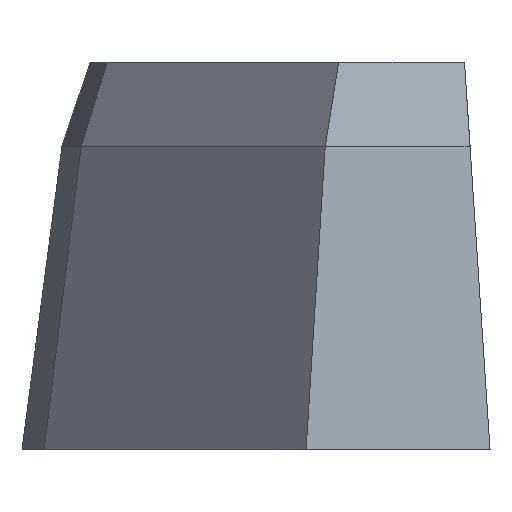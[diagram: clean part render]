
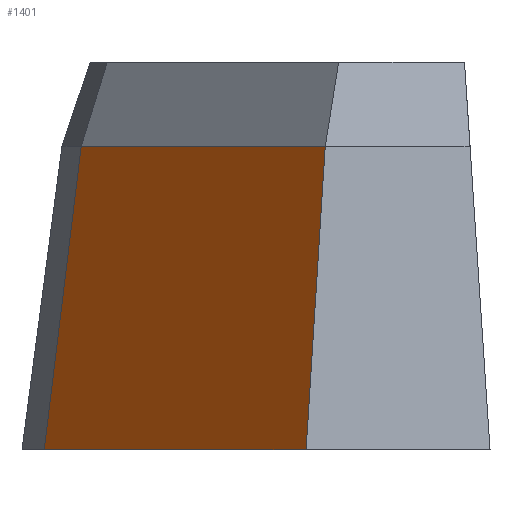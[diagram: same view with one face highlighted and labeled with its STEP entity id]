
A CAD part, left-side view. The second image highlights one B-rep face of the part: STEP entity #1401.
In plain terms, the highlighted planar face has unit normal (-0.623, 0.772, 0.131).
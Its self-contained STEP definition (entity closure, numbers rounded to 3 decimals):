
#56 = EDGE_CURVE ( 'NONE', #1242, #208, #529, .T. ) ;
#90 = CARTESIAN_POINT ( 'NONE',  ( -14.636, 18.139, 3.067 ) ) ;
#127 = CARTESIAN_POINT ( 'NONE',  ( -10.562, 18.928, 17.843 ) ) ;
#154 = LINE ( 'NONE', #493, #427 ) ;
#208 = VERTEX_POINT ( 'NONE', #1149 ) ;
#231 = EDGE_LOOP ( 'NONE', ( #269, #678, #1311, #656 ) ) ;
#245 = CARTESIAN_POINT ( 'NONE',  ( -28.34, 4.583, 17.843 ) ) ;
#269 = ORIENTED_EDGE ( 'NONE', *, *, #56, .F. ) ;
#307 = DIRECTION ( 'NONE',  ( -0.13, 0.062, -0.99 ) ) ;
#349 = EDGE_CURVE ( 'NONE', #650, #741, #613, .T. ) ;
#363 = DIRECTION ( 'NONE',  ( -0.778, -0.628, 0. ) ) ;
#427 = VECTOR ( 'NONE', #363, 1000. ) ;
#439 = LINE ( 'NONE', #990, #1073 ) ;
#441 = FACE_OUTER_BOUND ( 'NONE', #231, .T. ) ;
#493 = CARTESIAN_POINT ( 'NONE',  ( -11.608, 21.101, 0. ) ) ;
#529 = LINE ( 'NONE', #647, #1142 ) ;
#554 = DIRECTION ( 'NONE',  ( -0.623, 0.772, 0.13 ) ) ;
#592 = CARTESIAN_POINT ( 'NONE',  ( -10.271, 18.325, 22.8 ) ) ;
#613 = LINE ( 'NONE', #592, #969 ) ;
#647 = CARTESIAN_POINT ( 'NONE',  ( -27.688, 4.271, 22.8 ) ) ;
#650 = VERTEX_POINT ( 'NONE', #127 ) ;
#656 = ORIENTED_EDGE ( 'NONE', *, *, #755, .T. ) ;
#671 = DIRECTION ( 'NONE',  ( -0.778, -0.628, 0. ) ) ;
#678 = ORIENTED_EDGE ( 'NONE', *, *, #1042, .T. ) ;
#724 = DIRECTION ( 'NONE',  ( -0.058, 0.121, -0.991 ) ) ;
#741 = VERTEX_POINT ( 'NONE', #945 ) ;
#755 = EDGE_CURVE ( 'NONE', #741, #208, #154, .T. ) ;
#945 = CARTESIAN_POINT ( 'NONE',  ( -11.608, 21.101, 0. ) ) ;
#969 = VECTOR ( 'NONE', #724, 1000. ) ;
#990 = CARTESIAN_POINT ( 'NONE',  ( -13.415, 16.626, 17.843 ) ) ;
#1042 = EDGE_CURVE ( 'NONE', #1242, #650, #439, .T. ) ;
#1073 = VECTOR ( 'NONE', #1342, 1000. ) ;
#1142 = VECTOR ( 'NONE', #307, 1000. ) ;
#1149 = CARTESIAN_POINT ( 'NONE',  ( -30.688, 5.705, 0. ) ) ;
#1242 = VERTEX_POINT ( 'NONE', #245 ) ;
#1311 = ORIENTED_EDGE ( 'NONE', *, *, #349, .T. ) ;
#1321 = PLANE ( 'NONE',  #1445 ) ;
#1342 = DIRECTION ( 'NONE',  ( 0.778, 0.628, 0. ) ) ;
#1401 = ADVANCED_FACE ( 'NONE', ( #441 ), #1321, .T. ) ;
#1445 = AXIS2_PLACEMENT_3D ( 'NONE', #90, #554, #671 ) ;
